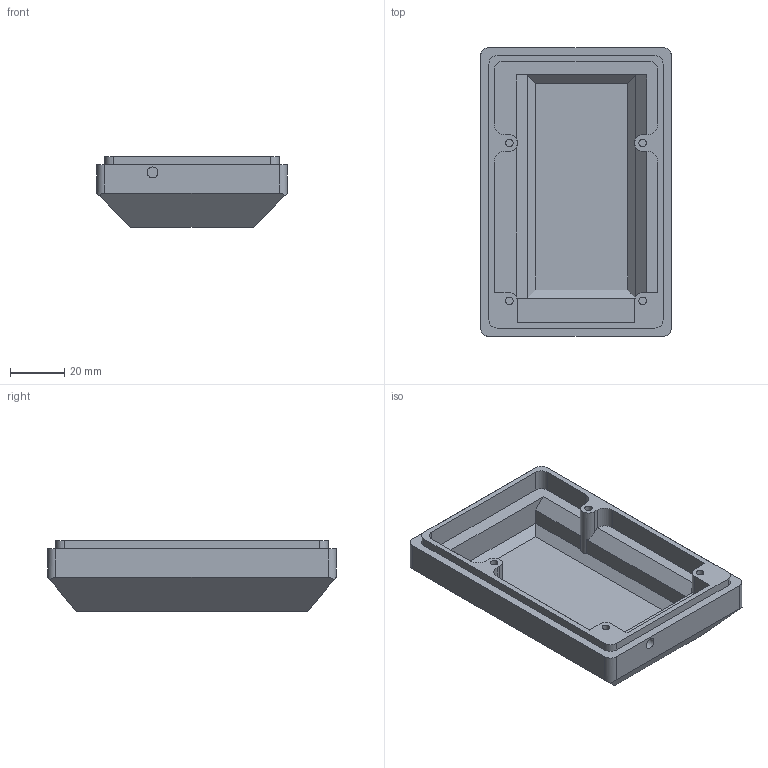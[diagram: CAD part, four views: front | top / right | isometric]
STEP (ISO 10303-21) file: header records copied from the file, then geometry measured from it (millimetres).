
FILE_DESCRIPTION(/* description */ ('STEP AP242','CAx-IF Rec.Pracs.---Representation and Presentation of Product Manufacturing Information (PMI)---4.0---2014-10-13','CAx-IF Rec.Pracs.---3D Tessellated Geometry---0.4---2014-09-14','2;1'),/* implementation_level */ '2;1');
FILE_NAME(/* name */ '687fe8ff20f30f21a9f9be04',/* time_stamp */ '2025-07-22T19:39:43Z',/* author */ (''),/* organization */ (''),/* preprocessor_version */ 'ST-DEVELOPER v20',/* originating_system */ 'ONSHAPE BY PTC INC, 1.201',/* authorisation */ ' ');
FILE_SCHEMA (('AP242_MANAGED_MODEL_BASED_3D_ENGINEERING_MIM_LF { 1 0 10303 442 1 1 4 }'));
Length unit declared in the file: metre
Products named in the file (1): Lower Enclosure
Bounding box: 70 x 106 x 26 mm (x, y, z)
Volume: 79323.4 mm3; surface area: 26443 mm2
Topology: 1 solids, 1 shells, 73 faces, 190 edges, 125 vertices
Faces by surface type: plane 50, cylinder 23
Full cylindrical faces by diameter (mm): 2.8 x4, 4 x1
Entity records: 2244 total; most frequent: DIRECTION 392, CARTESIAN_POINT 384, ORIENTED_EDGE 370, EDGE_CURVE 185, AXIS2_PLACEMENT_3D 133, LINE 126, VECTOR 126, VERTEX_POINT 125
